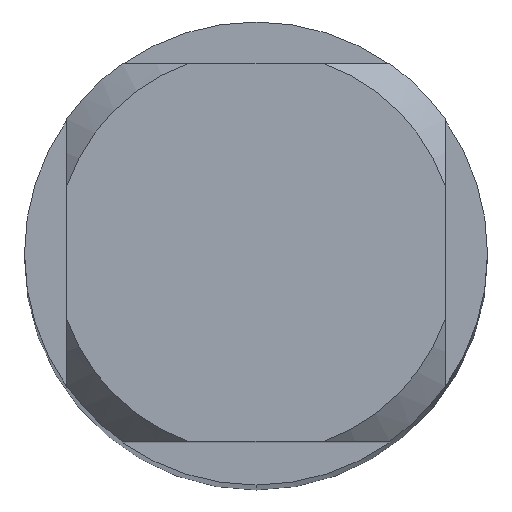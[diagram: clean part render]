
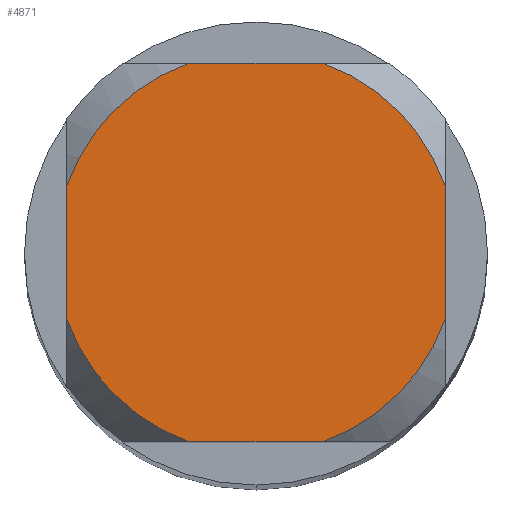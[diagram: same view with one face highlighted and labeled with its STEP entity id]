
A CAD part, top view. The second image highlights one B-rep face of the part: STEP entity #4871.
In plain terms, the highlighted planar face has unit normal (0, 0, 1).
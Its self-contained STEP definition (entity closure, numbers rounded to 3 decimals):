
#3183=EDGE_CURVE('',#5101,#7389,#8342,.T.);
#3389=EDGE_CURVE('',#6645,#5813,#8572,.T.);
#3577=EDGE_CURVE('',#3593,#5813,#8785,.T.);
#3593=VERTEX_POINT('',#8802);
#3825=VERTEX_POINT('',#9056);
#4095=EDGE_CURVE('',#3593,#5077,#9352,.T.);
#4221=EDGE_CURVE('',#5101,#5279,#9488,.T.);
#4397=EDGE_CURVE('',#6645,#5279,#9676,.T.);
#4871=ADVANCED_FACE('',(#10195),#10196,.T.);
#5077=VERTEX_POINT('',#10418);
#5101=VERTEX_POINT('',#10443);
#5279=VERTEX_POINT('',#10633);
#5813=VERTEX_POINT('',#11213);
#6129=EDGE_CURVE('',#3825,#7389,#11552,.T.);
#6613=EDGE_CURVE('',#3825,#5077,#12078,.T.);
#6645=VERTEX_POINT('',#12113);
#7389=VERTEX_POINT('',#12918);
#8342=LINE('',#15451,#15452);
#8572=CIRCLE('',#16536,2.6);
#8785=LINE('',#17601,#17602);
#8802=CARTESIAN_POINT('',(-2.45,0.87,0.0));
#9056=CARTESIAN_POINT('',(0.87,2.45,0.0));
#9352=CIRCLE('',#19840,2.6);
#9488=CIRCLE('',#20385,2.6);
#9676=LINE('',#21098,#21099);
#10195=FACE_OUTER_BOUND('',#23150,.T.);
#10196=PLANE('',#23151);
#10418=CARTESIAN_POINT('',(-0.87,2.45,0.0));
#10443=CARTESIAN_POINT('',(2.45,-0.87,0.0));
#10633=CARTESIAN_POINT('',(0.87,-2.45,0.0));
#11213=CARTESIAN_POINT('',(-2.45,-0.87,0.0));
#11552=CIRCLE('',#28307,2.6);
#12078=LINE('',#30305,#30306);
#12113=CARTESIAN_POINT('',(-0.87,-2.45,0.0));
#12918=CARTESIAN_POINT('',(2.45,0.87,0.0));
#15451=CARTESIAN_POINT('',(2.45,0.65,0.0));
#15452=VECTOR('',#35776,1.0);
#16536=AXIS2_PLACEMENT_3D('',#36008,#36009,#36010);
#17601=CARTESIAN_POINT('',(-2.45,0.65,0.0));
#17602=VECTOR('',#36268,1.0);
#19840=AXIS2_PLACEMENT_3D('',#36826,#36827,#36828);
#20385=AXIS2_PLACEMENT_3D('',#36930,#36931,#36932);
#21098=CARTESIAN_POINT('',(0.0,-2.45,0.0));
#21099=VECTOR('',#37078,1.0);
#23150=EDGE_LOOP('',(#37577,#37578,#37579,#37580,#37581,#37582,#37583,#37584));
#23151=AXIS2_PLACEMENT_3D('',#37585,#37586,#37587);
#28307=AXIS2_PLACEMENT_3D('',#38704,#38705,#38706);
#30305=CARTESIAN_POINT('',(0.0,2.45,0.0));
#30306=VECTOR('',#39304,1.0);
#35776=DIRECTION('',(-0.0,1.0,0.0));
#36008=CARTESIAN_POINT('',(0.0,0.0,0.0));
#36009=DIRECTION('',(0.0,0.0,-1.0));
#36010=DIRECTION('',(0.0,1.0,0.0));
#36268=DIRECTION('',(-0.0,-1.0,0.0));
#36826=CARTESIAN_POINT('',(0.0,0.0,0.0));
#36827=DIRECTION('',(0.0,0.0,-1.0));
#36828=DIRECTION('',(0.0,1.0,0.0));
#36930=CARTESIAN_POINT('',(0.0,0.0,0.0));
#36931=DIRECTION('',(0.0,0.0,-1.0));
#36932=DIRECTION('',(0.0,1.0,0.0));
#37078=DIRECTION('',(1.0,0.0,0.0));
#37577=ORIENTED_EDGE('',*,*,#3577,.T.);
#37578=ORIENTED_EDGE('',*,*,#3389,.F.);
#37579=ORIENTED_EDGE('',*,*,#4397,.T.);
#37580=ORIENTED_EDGE('',*,*,#4221,.F.);
#37581=ORIENTED_EDGE('',*,*,#3183,.T.);
#37582=ORIENTED_EDGE('',*,*,#6129,.F.);
#37583=ORIENTED_EDGE('',*,*,#6613,.T.);
#37584=ORIENTED_EDGE('',*,*,#4095,.F.);
#37585=CARTESIAN_POINT('',(0.0,1.3,0.0));
#37586=DIRECTION('',(-0.0,0.0,1.0));
#37587=DIRECTION('',(0.0,-1.0,0.0));
#38704=CARTESIAN_POINT('',(0.0,0.0,0.0));
#38705=DIRECTION('',(0.0,0.0,-1.0));
#38706=DIRECTION('',(0.0,1.0,0.0));
#39304=DIRECTION('',(-1.0,0.0,0.0));
